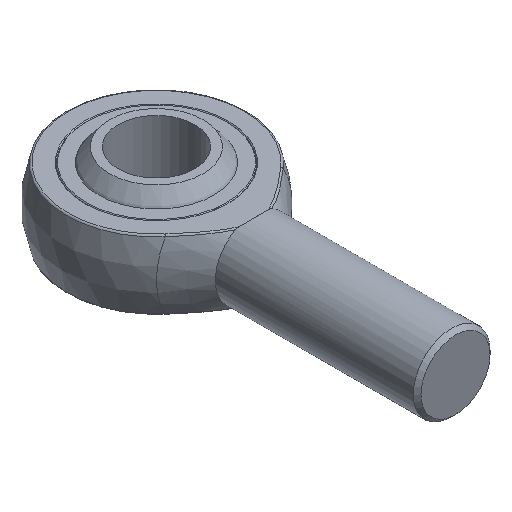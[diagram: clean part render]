
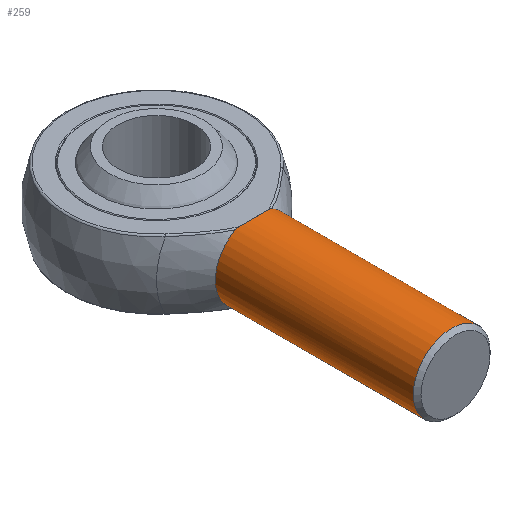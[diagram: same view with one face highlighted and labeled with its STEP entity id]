
A CAD part, isometric view. The second image highlights one B-rep face of the part: STEP entity #259.
In plain terms, the highlighted cylindrical face has radius 10 mm (diameter 20 mm), a full revolution.
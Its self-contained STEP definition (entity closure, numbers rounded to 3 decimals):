
#11 = CARTESIAN_POINT ( 'NONE',  ( 0., -77., 0. ) ) ;
#12 = B_SPLINE_CURVE_WITH_KNOTS ( 'NONE', 3,
 ( #938, #478, #706, #626, #471, #334 ),
 .UNSPECIFIED., .F., .F.,
 ( 4, 2, 4 ),
 ( 0., 0., 0. ),
 .UNSPECIFIED. ) ;
#14 = CARTESIAN_POINT ( 'NONE',  ( -1.605, -26.734, -10.379 ) ) ;
#20 = CARTESIAN_POINT ( 'NONE',  ( 4.554, -25.344, -8.903 ) ) ;
#23 = CARTESIAN_POINT ( 'NONE',  ( -4.475, -25.298, -8.943 ) ) ;
#37 =( BOUNDED_CURVE ( )  B_SPLINE_CURVE ( 3, ( #332, #91, #14, #859 ),
 .UNSPECIFIED., .F., .F. ) 
 B_SPLINE_CURVE_WITH_KNOTS ( ( 4, 4 ),
 ( 5.819, 6.747 ),
 .UNSPECIFIED. ) 
 CURVE ( )  GEOMETRIC_REPRESENTATION_ITEM ( )  RATIONAL_B_SPLINE_CURVE ( ( 1., 0.93, 0.93, 1. ) ) 
 REPRESENTATION_ITEM ( '' )  );
#56 = EDGE_CURVE ( 'NONE', #822, #822, #489, .T. ) ;
#67 = CARTESIAN_POINT ( 'NONE',  ( 4.475, -25.298, 8.943 ) ) ;
#88 = CARTESIAN_POINT ( 'NONE',  ( -4.475, -25.298, 8.943 ) ) ;
#91 = CARTESIAN_POINT ( 'NONE',  ( 1.605, -26.734, -10.379 ) ) ;
#92 = EDGE_CURVE ( 'NONE', #486, #886, #12, .T. ) ;
#100 = CARTESIAN_POINT ( 'NONE',  ( 4.728, -25.355, -8.812 ) ) ;
#137 = EDGE_LOOP ( 'NONE', ( #545, #946, #867, #405, #590, #959, #731, #975 ) ) ;
#138 = CARTESIAN_POINT ( 'NONE',  ( 0., -77., -10. ) ) ;
#162 = CARTESIAN_POINT ( 'NONE',  ( -4.475, -25.298, 8.943 ) ) ;
#167 = CARTESIAN_POINT ( 'NONE',  ( 4.685, -25.355, 8.835 ) ) ;
#168 = FACE_OUTER_BOUND ( 'NONE', #798, .T. ) ;
#174 = DIRECTION ( 'NONE',  ( 0., 0., -1. ) ) ;
#176 = CARTESIAN_POINT ( 'NONE',  ( 4.475, -25.298, -8.943 ) ) ;
#177 = CARTESIAN_POINT ( 'NONE',  ( 4.515, -25.321, 8.923 ) ) ;
#199 = DIRECTION ( 'NONE',  ( 0., -1., 0. ) ) ;
#222 = EDGE_CURVE ( 'NONE', #277, #486, #602, .T. ) ;
#252 = CARTESIAN_POINT ( 'NONE',  ( 4.728, -25.355, -8.812 ) ) ;
#259 = ADVANCED_FACE ( 'NONE', ( #967, #168 ), #651, .T. ) ;
#277 = VERTEX_POINT ( 'NONE', #726 ) ;
#282 = VERTEX_POINT ( 'NONE', #288 ) ;
#288 = CARTESIAN_POINT ( 'NONE',  ( -4.475, -25.298, 8.943 ) ) ;
#311 = DIRECTION ( 'NONE',  ( 0., -1., 0. ) ) ;
#322 = CARTESIAN_POINT ( 'NONE',  ( 4.557, -25.335, 8.901 ) ) ;
#332 = CARTESIAN_POINT ( 'NONE',  ( 4.475, -25.298, -8.943 ) ) ;
#334 = CARTESIAN_POINT ( 'NONE',  ( -4.475, -25.298, -8.943 ) ) ;
#375 = CARTESIAN_POINT ( 'NONE',  ( -4.554, -25.344, 8.903 ) ) ;
#391 = DIRECTION ( 'NONE',  ( 0., -1., 0. ) ) ;
#392 = B_SPLINE_CURVE_WITH_KNOTS ( 'NONE', 3,
 ( #398, #20, #858, #100 ),
 .UNSPECIFIED., .F., .F.,
 ( 4, 4 ),
 ( 0., 0. ),
 .UNSPECIFIED. ) ;
#398 = CARTESIAN_POINT ( 'NONE',  ( 4.475, -25.298, -8.943 ) ) ;
#405 = ORIENTED_EDGE ( 'NONE', *, *, #589, .T. ) ;
#407 = CARTESIAN_POINT ( 'NONE',  ( 0., -25.355, 0. ) ) ;
#419 = VERTEX_POINT ( 'NONE', #917 ) ;
#428 = ORIENTED_EDGE ( 'NONE', *, *, #56, .F. ) ;
#442 = CIRCLE ( 'NONE', #600, 10. ) ;
#445 = AXIS2_PLACEMENT_3D ( 'NONE', #899, #199, #514 ) ;
#446 = EDGE_CURVE ( 'NONE', #282, #277, #996, .T. ) ;
#471 = CARTESIAN_POINT ( 'NONE',  ( -4.515, -25.321, -8.923 ) ) ;
#477 = CARTESIAN_POINT ( 'NONE',  ( 4.475, -25.298, 8.943 ) ) ;
#478 = CARTESIAN_POINT ( 'NONE',  ( -4.685, -25.355, -8.835 ) ) ;
#484 = CARTESIAN_POINT ( 'NONE',  ( 1.605, -26.734, 10.379 ) ) ;
#486 = VERTEX_POINT ( 'NONE', #777 ) ;
#489 = CIRCLE ( 'NONE', #748, 10. ) ;
#492 = DIRECTION ( 'NONE',  ( 0., -1., 0. ) ) ;
#505 = AXIS2_PLACEMENT_3D ( 'NONE', #562, #492, #174 ) ;
#508 = EDGE_CURVE ( 'NONE', #830, #886, #37, .T. ) ;
#514 = DIRECTION ( 'NONE',  ( 0., 0., -1. ) ) ;
#539 = EDGE_CURVE ( 'NONE', #282, #787, #925, .T. ) ;
#543 = CARTESIAN_POINT ( 'NONE',  ( -1.605, -26.734, 10.379 ) ) ;
#545 = ORIENTED_EDGE ( 'NONE', *, *, #508, .F. ) ;
#562 = CARTESIAN_POINT ( 'NONE',  ( 0., -25.355, 0. ) ) ;
#586 = VERTEX_POINT ( 'NONE', #252 ) ;
#589 = EDGE_CURVE ( 'NONE', #419, #787, #920, .T. ) ;
#590 = ORIENTED_EDGE ( 'NONE', *, *, #539, .F. ) ;
#600 = AXIS2_PLACEMENT_3D ( 'NONE', #407, #311, #707 ) ;
#602 = CIRCLE ( 'NONE', #505, 10. ) ;
#612 = DIRECTION ( 'NONE',  ( 0., 0., -1. ) ) ;
#626 = CARTESIAN_POINT ( 'NONE',  ( -4.557, -25.335, -8.901 ) ) ;
#651 = CYLINDRICAL_SURFACE ( 'NONE', #445, 10. ) ;
#693 = CARTESIAN_POINT ( 'NONE',  ( -4.728, -25.355, 8.812 ) ) ;
#706 = CARTESIAN_POINT ( 'NONE',  ( -4.642, -25.352, -8.857 ) ) ;
#707 = DIRECTION ( 'NONE',  ( 0., 0., -1. ) ) ;
#726 = CARTESIAN_POINT ( 'NONE',  ( -4.728, -25.355, 8.812 ) ) ;
#731 = ORIENTED_EDGE ( 'NONE', *, *, #222, .T. ) ;
#748 = AXIS2_PLACEMENT_3D ( 'NONE', #11, #391, #612 ) ;
#777 = CARTESIAN_POINT ( 'NONE',  ( -4.728, -25.355, -8.812 ) ) ;
#787 = VERTEX_POINT ( 'NONE', #67 ) ;
#798 = EDGE_LOOP ( 'NONE', ( #428 ) ) ;
#822 = VERTEX_POINT ( 'NONE', #138 ) ;
#830 = VERTEX_POINT ( 'NONE', #176 ) ;
#845 = EDGE_CURVE ( 'NONE', #830, #586, #392, .T. ) ;
#851 = CARTESIAN_POINT ( 'NONE',  ( 4.642, -25.352, 8.857 ) ) ;
#858 = CARTESIAN_POINT ( 'NONE',  ( 4.642, -25.355, -8.858 ) ) ;
#859 = CARTESIAN_POINT ( 'NONE',  ( -4.475, -25.298, -8.943 ) ) ;
#867 = ORIENTED_EDGE ( 'NONE', *, *, #877, .T. ) ;
#868 = CARTESIAN_POINT ( 'NONE',  ( 4.728, -25.355, 8.812 ) ) ;
#872 = CARTESIAN_POINT ( 'NONE',  ( 4.475, -25.298, 8.943 ) ) ;
#877 = EDGE_CURVE ( 'NONE', #586, #419, #442, .T. ) ;
#886 = VERTEX_POINT ( 'NONE', #23 ) ;
#899 = CARTESIAN_POINT ( 'NONE',  ( 0., -78., 0. ) ) ;
#917 = CARTESIAN_POINT ( 'NONE',  ( 4.728, -25.355, 8.812 ) ) ;
#920 = B_SPLINE_CURVE_WITH_KNOTS ( 'NONE', 3,
 ( #868, #167, #851, #322, #177, #477 ),
 .UNSPECIFIED., .F., .F.,
 ( 4, 2, 4 ),
 ( 0., 0., 0. ),
 .UNSPECIFIED. ) ;
#925 =( BOUNDED_CURVE ( )  B_SPLINE_CURVE ( 3, ( #162, #543, #484, #872 ),
 .UNSPECIFIED., .F., .F. ) 
 B_SPLINE_CURVE_WITH_KNOTS ( ( 4, 4 ),
 ( 5.819, 6.747 ),
 .UNSPECIFIED. ) 
 CURVE ( )  GEOMETRIC_REPRESENTATION_ITEM ( )  RATIONAL_B_SPLINE_CURVE ( ( 1., 0.93, 0.93, 1. ) ) 
 REPRESENTATION_ITEM ( '' )  );
#938 = CARTESIAN_POINT ( 'NONE',  ( -4.728, -25.355, -8.812 ) ) ;
#946 = ORIENTED_EDGE ( 'NONE', *, *, #845, .T. ) ;
#959 = ORIENTED_EDGE ( 'NONE', *, *, #446, .T. ) ;
#967 = FACE_OUTER_BOUND ( 'NONE', #137, .T. ) ;
#975 = ORIENTED_EDGE ( 'NONE', *, *, #92, .T. ) ;
#991 = CARTESIAN_POINT ( 'NONE',  ( -4.642, -25.355, 8.858 ) ) ;
#996 = B_SPLINE_CURVE_WITH_KNOTS ( 'NONE', 3,
 ( #88, #375, #991, #693 ),
 .UNSPECIFIED., .F., .F.,
 ( 4, 4 ),
 ( 0., 0. ),
 .UNSPECIFIED. ) ;
